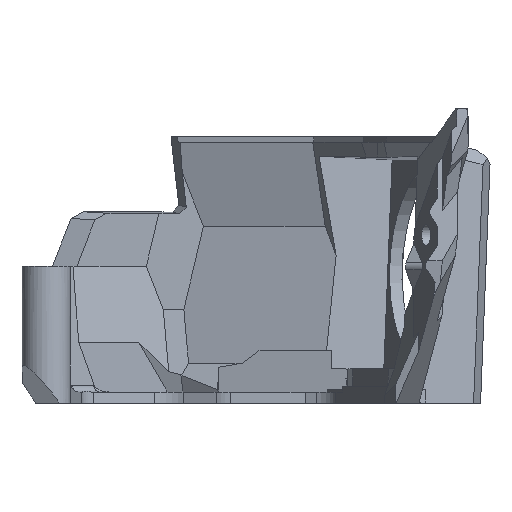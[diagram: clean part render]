
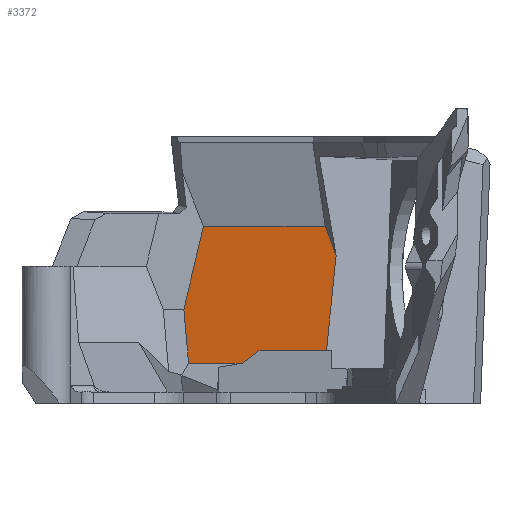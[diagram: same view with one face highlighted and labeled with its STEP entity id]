
A CAD part, front view. The second image highlights one B-rep face of the part: STEP entity #3372.
In plain terms, the highlighted planar face has unit normal (-0.25, -0.966, 0.07).
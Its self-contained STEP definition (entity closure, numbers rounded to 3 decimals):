
#156=FACE_OUTER_BOUND('',#329,.T.);
#329=EDGE_LOOP('',(#2594,#2595,#2596,#2597,#2598,#2599,#2600,#2601));
#553=LINE('',#4827,#1003);
#629=LINE('',#4975,#1079);
#649=LINE('',#5022,#1099);
#673=LINE('',#5081,#1123);
#677=LINE('',#5089,#1127);
#678=LINE('',#5091,#1128);
#679=LINE('',#5093,#1129);
#680=LINE('',#5094,#1130);
#1003=VECTOR('',#3896,10.);
#1079=VECTOR('',#4014,10.);
#1099=VECTOR('',#4050,10.);
#1123=VECTOR('',#4114,10.);
#1127=VECTOR('',#4120,10.);
#1128=VECTOR('',#4121,10.);
#1129=VECTOR('',#4122,1000.);
#1130=VECTOR('',#4123,1000.);
#1433=VERTEX_POINT('',#4824);
#1434=VERTEX_POINT('',#4826);
#1484=VERTEX_POINT('',#4972);
#1485=VERTEX_POINT('',#4974);
#1519=VERTEX_POINT('',#5080);
#1522=VERTEX_POINT('',#5088);
#1523=VERTEX_POINT('',#5090);
#1524=VERTEX_POINT('',#5092);
#1788=EDGE_CURVE('',#1434,#1433,#553,.T.);
#1864=EDGE_CURVE('',#1485,#1484,#629,.T.);
#1888=EDGE_CURVE('',#1484,#1434,#649,.T.);
#1917=EDGE_CURVE('',#1485,#1519,#673,.F.);
#1921=EDGE_CURVE('',#1522,#1433,#677,.F.);
#1922=EDGE_CURVE('',#1522,#1523,#678,.T.);
#1923=EDGE_CURVE('',#1524,#1523,#679,.T.);
#1924=EDGE_CURVE('',#1524,#1519,#680,.T.);
#2594=ORIENTED_EDGE('',*,*,#1888,.T.);
#2595=ORIENTED_EDGE('',*,*,#1788,.T.);
#2596=ORIENTED_EDGE('',*,*,#1921,.F.);
#2597=ORIENTED_EDGE('',*,*,#1922,.T.);
#2598=ORIENTED_EDGE('',*,*,#1923,.F.);
#2599=ORIENTED_EDGE('',*,*,#1924,.T.);
#2600=ORIENTED_EDGE('',*,*,#1917,.F.);
#2601=ORIENTED_EDGE('',*,*,#1864,.T.);
#3220=PLANE('',#3578);
#3372=ADVANCED_FACE('',(#156),#3220,.F.);
#3578=AXIS2_PLACEMENT_3D('',#5087,#4118,#4119);
#3896=DIRECTION('',(0.101,0.046,0.994));
#4014=DIRECTION('',(0.799,-0.165,0.579));
#4050=DIRECTION('',(0.968,-0.251,0.));
#4114=DIRECTION('',(0.968,-0.251,0.));
#4118=DIRECTION('center_axis',(0.25,0.966,-0.07));
#4119=DIRECTION('ref_axis',(0.968,-0.251,0.));
#4120=DIRECTION('',(-0.343,0.156,0.926));
#4121=DIRECTION('',(-0.968,0.251,0.));
#4122=DIRECTION('',(0.23,0.011,0.973));
#4123=DIRECTION('',(0.087,-0.094,-0.992));
#4824=CARTESIAN_POINT('',(23.116,37.187,21.155));
#4826=CARTESIAN_POINT('',(21.741,36.565,7.6));
#4827=CARTESIAN_POINT('',(23.547,37.383,25.407));
#4972=CARTESIAN_POINT('',(12.209,39.036,7.6));
#4974=CARTESIAN_POINT('',(9.635,39.569,5.735));
#4975=CARTESIAN_POINT('',(19.75,37.475,13.063));
#5022=CARTESIAN_POINT('',(18.667,37.362,7.6));
#5080=CARTESIAN_POINT('',(1.964,41.558,5.735));
#5081=CARTESIAN_POINT('',(21.16,36.581,5.735));
#5087=CARTESIAN_POINT('Origin',(21.186,37.261,15.241));
#5088=CARTESIAN_POINT('',(21.565,37.892,25.344));
#5089=CARTESIAN_POINT('',(24.141,36.722,18.387));
#5090=CARTESIAN_POINT('',(4.098,42.421,25.344));
#5091=CARTESIAN_POINT('',(21.297,37.961,25.344));
#5092=CARTESIAN_POINT('',(1.29,42.291,13.46));
#5093=CARTESIAN_POINT('',(2.958,42.368,20.521));
#5094=CARTESIAN_POINT('',(1.233,42.353,14.113));
